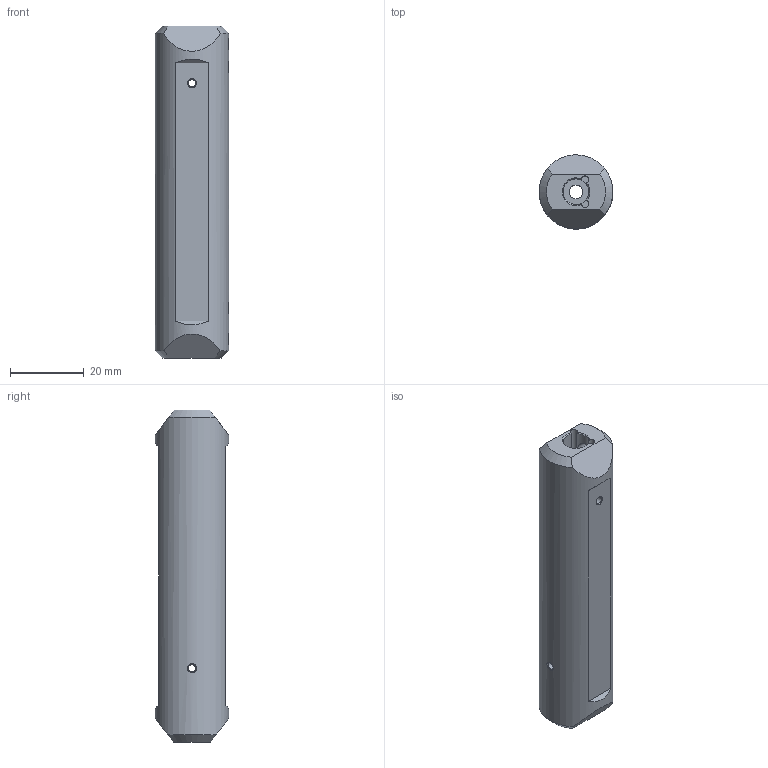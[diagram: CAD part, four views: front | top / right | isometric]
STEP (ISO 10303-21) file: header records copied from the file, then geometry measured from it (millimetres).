
FILE_DESCRIPTION (( 'STEP AP203' ), '1' );
FILE_NAME ('687.PT20-D.step', '2024-04-18T05:58:28', ( '' ), ( '' ), 'SwSTEP 2.0', 'SolidWorks 2022', '' );
FILE_SCHEMA (( 'CONFIG_CONTROL_DESIGN' ));
Length unit declared in the file: millimetre
Products named in the file (1): 687.PT20-D
Bounding box: 20 x 20 x 90 mm (x, y, z)
Volume: 23626.5 mm3; surface area: 8110.9 mm2
Topology: 1 solids, 1 shells, 46 faces, 123 edges, 80 vertices
Faces by surface type: plane 18, cylinder 16, cone 10, bspline 2
Full cylindrical faces by diameter (mm): 2 x4, 3.7 x1, 4.2 x4, 7 x1, 8 x1, 20 x1
Entity records: 2130 total; most frequent: CARTESIAN_POINT 1058, ORIENTED_EDGE 192, DIRECTION 182, EDGE_CURVE 96, EDGE_LOOP 84, AXIS2_PLACEMENT_3D 81, VERTEX_POINT 72, FACE_OUTER_BOUND 60
